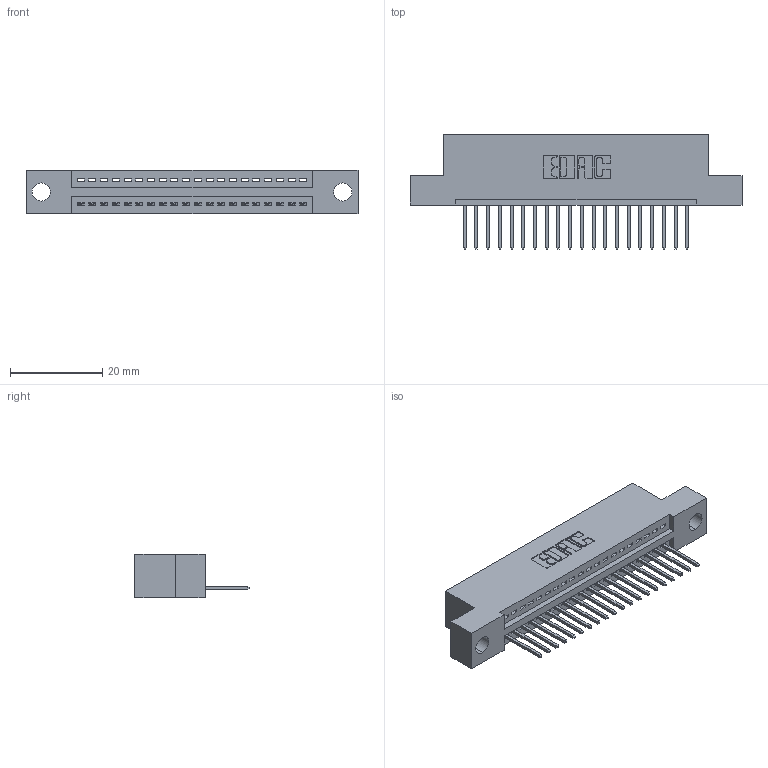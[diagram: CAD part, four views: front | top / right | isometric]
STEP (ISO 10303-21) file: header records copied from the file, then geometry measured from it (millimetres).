
FILE_DESCRIPTION (( 'STEP AP203' ), '1' );
FILE_NAME ('345-020-523-104.STEP', '2019-10-04T20:21:42', ( '' ), ( '' ), 'SwSTEP 2.0', 'SolidWorks 2016', '' );
FILE_SCHEMA (( 'CONFIG_CONTROL_DESIGN' ));
Length unit declared in the file: inch
Products named in the file (3): 345-020-523-104; 345-292-001_345-293-123; 345 Part_Flush Mounting Lugs - 0.156 Dia-TH
Assembly tree (21 placements, depth 2):
  345-020-523-104
    345 Part_Flush Mounting Lugs - 0.156 Dia-TH
    345-292-001_345-293-123  x20
Bounding box: 72.01 x 24.82 x 9.4 mm (x, y, z)
Volume: 6563.7 mm3; surface area: 8254.1 mm2
Topology: 21 solids, 21 shells, 1286 faces, 3861 edges, 2546 vertices
Faces by surface type: plane 880, cylinder 406
Entity records: 18035 total; most frequent: CARTESIAN_POINT 3132, ORIENTED_EDGE 3086, DIRECTION 2767, EDGE_CURVE 1543, VECTOR 1331, LINE 1331, VERTEX_POINT 1026, AXIS2_PLACEMENT_3D 718
